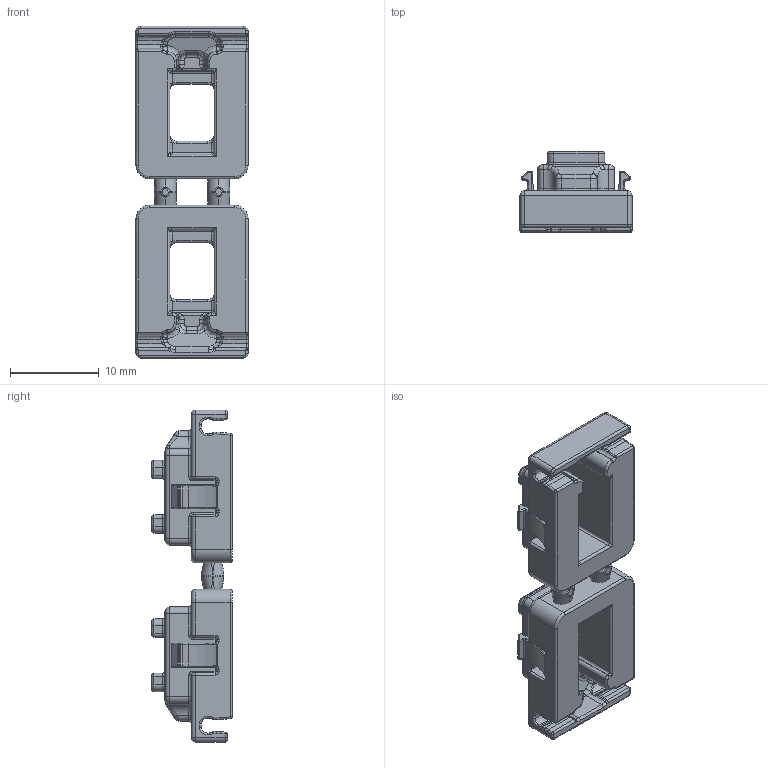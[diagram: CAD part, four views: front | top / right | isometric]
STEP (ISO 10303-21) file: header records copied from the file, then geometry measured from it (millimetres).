
FILE_DESCRIPTION (( 'STEP AP214' ), '1' );
FILE_NAME ('Viktus_Topre_Stab_Housing_v2.STEP', '2024-02-12T04:11:54', ( '' ), ( '' ), 'SwSTEP 2.0', 'SolidWorks 2019', '' );
FILE_SCHEMA (( 'AUTOMOTIVE_DESIGN' ));
Length unit declared in the file: millimetre
Products named in the file (1): Viktus_Topre_Stab_Housing_v2
Bounding box: 12.65 x 9.1 x 37.49 mm (x, y, z)
Volume: 1698 mm3; surface area: 2247.4 mm2
Topology: 1 solids, 1 shells, 1298 faces, 3100 edges, 1676 vertices
Faces by surface type: cylinder 500, bspline 348, torus 244, plane 178, sphere 28
Entity records: 41924 total; most frequent: CARTESIAN_POINT 15193, ORIENTED_EDGE 5944, DIRECTION 5362, EDGE_CURVE 2972, AXIS2_PLACEMENT_3D 2207, VERTEX_POINT 1676, EDGE_LOOP 1304, FACE_OUTER_BOUND 1298
